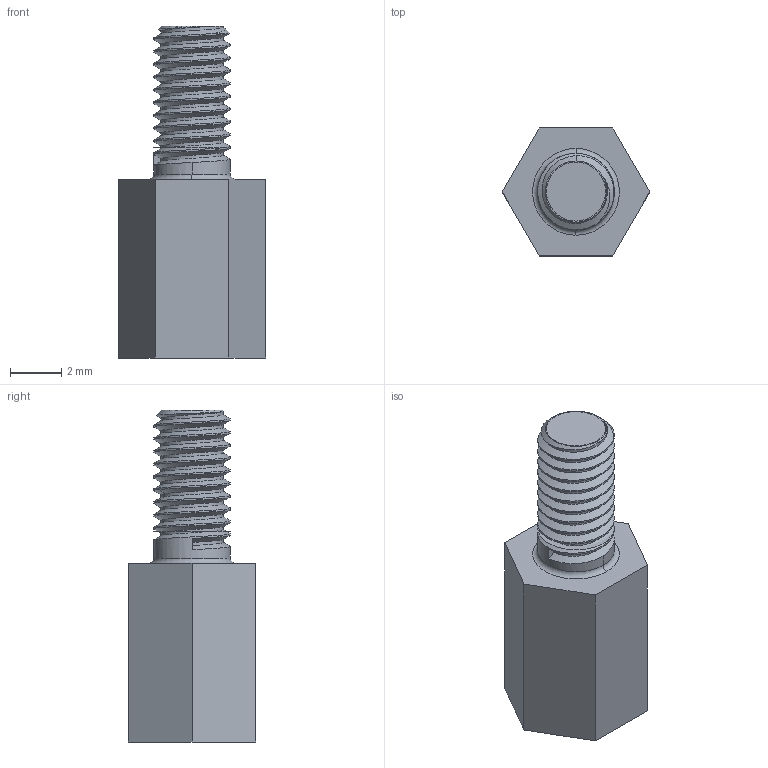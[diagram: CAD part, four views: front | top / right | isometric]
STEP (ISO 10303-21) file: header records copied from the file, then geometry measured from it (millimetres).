
FILE_DESCRIPTION (( 'STEP AP214' ), '1' );
FILE_NAME ('r30-3000702.STEP', '2023-03-12T21:30:14', ( '' ), ( '' ), 'SwSTEP 2.0', 'SolidWorks 2022', '' );
FILE_SCHEMA (( 'AUTOMOTIVE_DESIGN' ));
Length unit declared in the file: millimetre
Products named in the file (1): r30-3000702
Bounding box: 5.77 x 5 x 13 mm (x, y, z)
Surface area: 414.5 mm2 (no closed solid volume)
Topology: 0 solids, 3 shells, 84 faces, 222 edges, 142 vertices
Faces by surface type: cylinder 44, bspline 18, plane 13, cone 7, torus 2
Entity records: 7755 total; most frequent: CARTESIAN_POINT 5979, ORIENTED_EDGE 432, DIRECTION 231, EDGE_CURVE 220, VERTEX_POINT 142, B_SPLINE_CURVE_WITH_KNOTS 138, EDGE_LOOP 87, FACE_OUTER_BOUND 84
